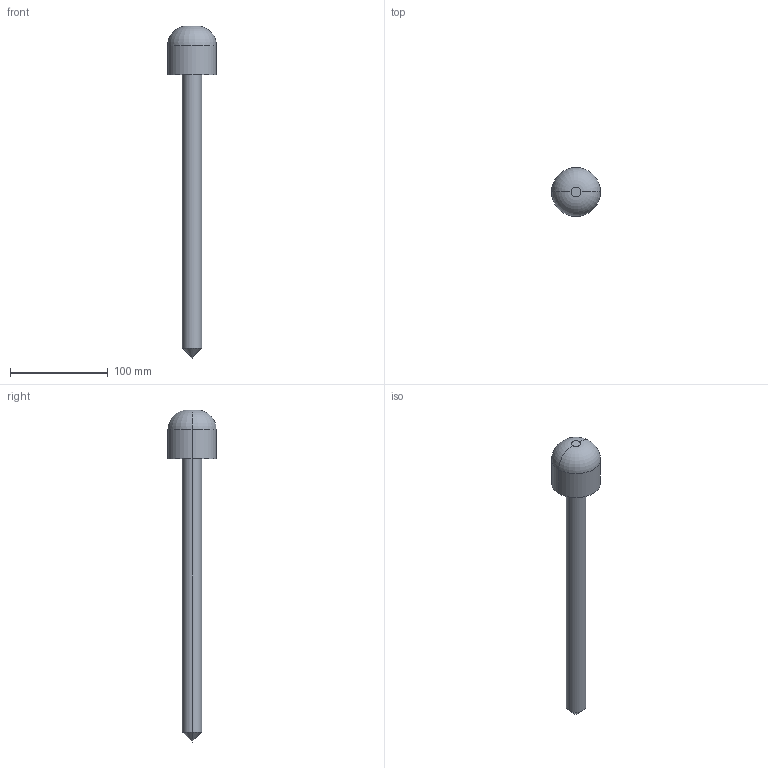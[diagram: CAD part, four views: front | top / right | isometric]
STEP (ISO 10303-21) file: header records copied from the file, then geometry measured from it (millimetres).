
FILE_DESCRIPTION (( 'STEP AP214' ), '1' );
FILE_NAME ('Arm3.STEP', '2022-12-23T10:14:04', ( '' ), ( '' ), 'SwSTEP 2.0', 'SolidWorks 2020', '' );
FILE_SCHEMA (( 'AUTOMOTIVE_DESIGN' ));
Length unit declared in the file: millimetre
Products named in the file (1): Arm3
Bounding box: 50 x 50 x 340 mm (x, y, z)
Volume: 176112.2 mm3; surface area: 27977.7 mm2
Topology: 1 solids, 1 shells, 10 faces, 20 edges, 11 vertices
Faces by surface type: cylinder 4, cone 2, torus 2, plane 2
Entity records: 284 total; most frequent: DIRECTION 52, CARTESIAN_POINT 40, ORIENTED_EDGE 36, AXIS2_PLACEMENT_3D 23, EDGE_CURVE 18, CIRCLE 12, VERTEX_POINT 11, EDGE_LOOP 11
